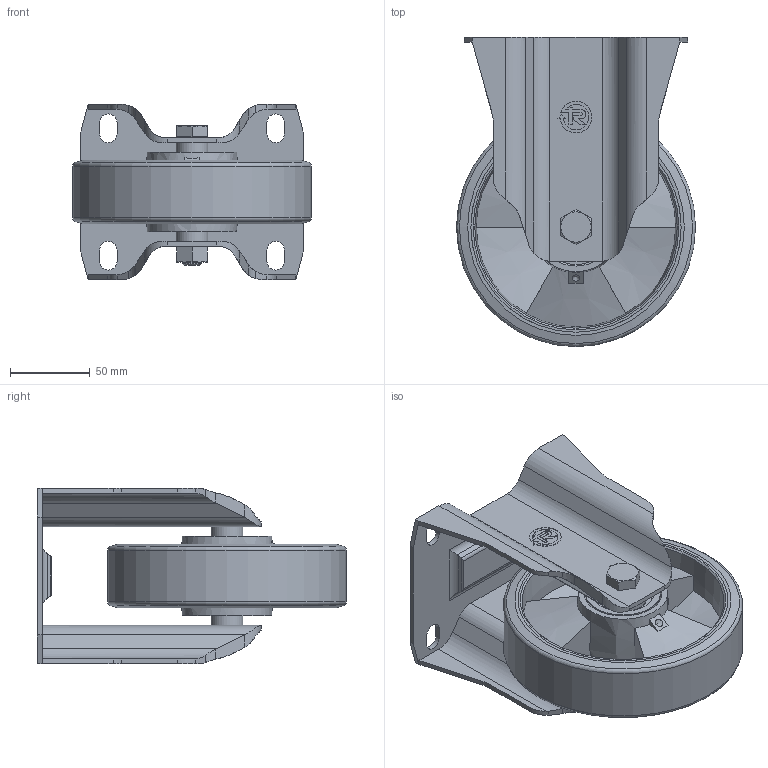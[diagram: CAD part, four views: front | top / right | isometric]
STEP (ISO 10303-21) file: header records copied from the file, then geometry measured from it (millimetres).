
FILE_DESCRIPTION( ( 'STEP AP214' ), ' ' );
FILE_NAME( 'SF_NL_658104.stp', '2018-04-04T08:50:17', ( '' ), ( '' ), ' ', 'PARTsolutions', ' ' );
FILE_SCHEMA( ( 'AUTOMOTIVE_DESIGN { 1 0 10303 214 1 1 1 1 }' ) );
Length unit declared in the file: millimetre
Products named in the file (8): SF/NL 658104; _SF/NL (150-140x110-40194)-b; _653104; _Shaft 150-M12-40-20600; _Serie 65 AL HUB - 150-20; _Serie 65 AL S - 150-20; _Nut M12(150-40-20-60GREY); _Bolt M12(20-150-40-80GREY)
Assembly tree (8 placements, depth 2):
  SF/NL 658104
    _SF/NL (150-140x110-40194)-b
    _653104
    _Shaft 150-M12-40-20600
    _Serie 65 AL HUB - 150-20  x2
    _Serie 65 AL S - 150-20
    _Nut M12(150-40-20-60GREY)
    _Bolt M12(20-150-40-80GREY)
Bounding box: 150 x 194 x 110 mm (x, y, z)
Volume: 503015.2 mm3; surface area: 210054.7 mm2
Topology: 8 solids, 8 shells, 364 faces, 916 edges, 589 vertices
Faces by surface type: plane 199, cylinder 104, cone 46, torus 12, bspline 3
Full cylindrical faces by diameter (mm): 10.106 x1, 12 x4, 16.47 x1, 20 x3, 21 x1, 25 x1, 28 x4, 30.78 x4, 36.2 x4, 38.92 x4, 47 x4, 131.95 x2, 132 x2, 150 x1
Entity records: 13881 total; most frequent: CARTESIAN_POINT 2920, ORIENTED_EDGE 1656, DIRECTION 1629, EDGE_CURVE 828, AXIS2_PLACEMENT_3D 596, VERTEX_POINT 563, LINE 437, VECTOR 437
